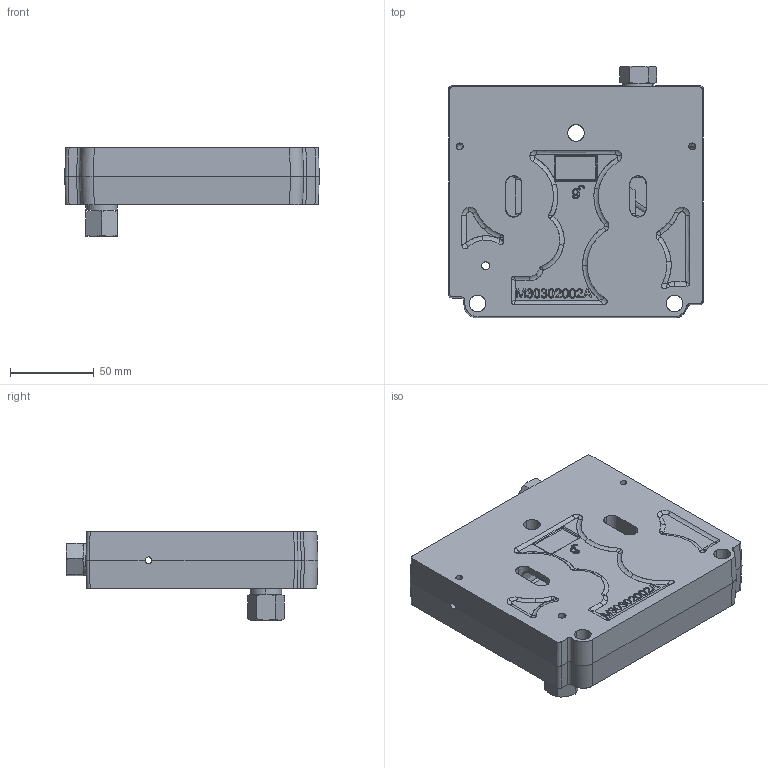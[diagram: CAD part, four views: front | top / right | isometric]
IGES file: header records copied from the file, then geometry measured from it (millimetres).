
Start section: SolidWorks IGES file using analytic representation for surfaces
Global section: file name: HSC0007705026.igs; native system: SolidWorks 2012; preprocessor: SolidWorks 2012; author: ARUTPUT15; date: 131005.122317; units: millimetre
Bounding box: 152.31 x 150.6 x 52.8 mm (x, y, z)
Surface area: 73922.5 mm2 (no closed solid volume)
Topology: 0 solids, 0 shells, 774 faces, 7734 edges, 7708 vertices
Faces by surface type: bspline 663, revolution 111
